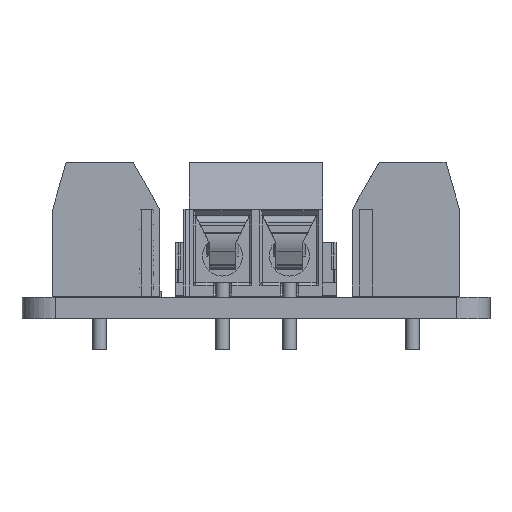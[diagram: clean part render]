
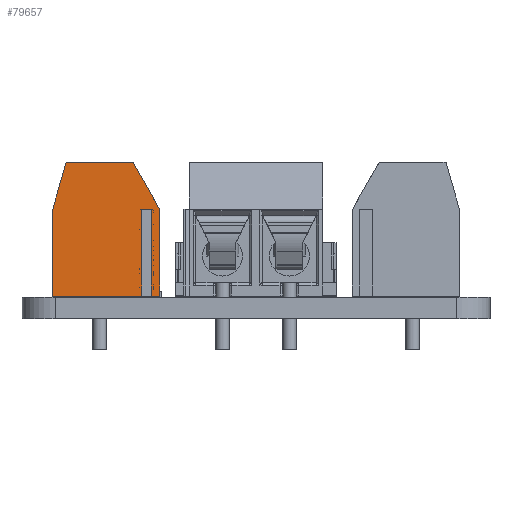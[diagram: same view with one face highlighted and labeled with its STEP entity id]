
A CAD part, left-side view. The second image highlights one B-rep face of the part: STEP entity #79657.
In plain terms, the highlighted planar face has unit normal (-1, 0, 0).
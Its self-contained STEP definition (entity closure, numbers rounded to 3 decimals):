
#79144 = VERTEX_POINT('',#79145);
#79145 = CARTESIAN_POINT('',(-5.,4.,0.1));
#79153 = EDGE_CURVE('',#79144,#79154,#79156,.T.);
#79154 = VERTEX_POINT('',#79155);
#79155 = CARTESIAN_POINT('',(-5.,4.,6.6));
#79156 = LINE('',#79157,#79158);
#79157 = CARTESIAN_POINT('',(-5.,4.,0.1));
#79158 = VECTOR('',#79159,1.);
#79159 = DIRECTION('',(0.,0.,1.));
#79440 = EDGE_CURVE('',#79441,#79144,#79443,.T.);
#79441 = VERTEX_POINT('',#79442);
#79442 = CARTESIAN_POINT('',(-5.,-2.65,0.1));
#79443 = LINE('',#79444,#79445);
#79444 = CARTESIAN_POINT('',(-5.,-4.,0.1));
#79445 = VECTOR('',#79446,1.);
#79446 = DIRECTION('',(0.,1.,0.));
#79481 = VERTEX_POINT('',#79482);
#79482 = CARTESIAN_POINT('',(-5.,-3.35,0.1));
#79488 = EDGE_CURVE('',#79489,#79481,#79491,.T.);
#79489 = VERTEX_POINT('',#79490);
#79490 = CARTESIAN_POINT('',(-5.,-4.,0.1));
#79491 = LINE('',#79492,#79493);
#79492 = CARTESIAN_POINT('',(-5.,-4.,0.1));
#79493 = VECTOR('',#79494,1.);
#79494 = DIRECTION('',(0.,1.,0.));
#79657 = ADVANCED_FACE('',(#79658),#79715,.T.);
#79658 = FACE_BOUND('',#79659,.T.);
#79659 = EDGE_LOOP('',(#79660,#79670,#79676,#79677,#79678,#79686,#79694,
    #79700,#79701,#79709));
#79660 = ORIENTED_EDGE('',*,*,#79661,.T.);
#79661 = EDGE_CURVE('',#79662,#79664,#79666,.T.);
#79662 = VERTEX_POINT('',#79663);
#79663 = CARTESIAN_POINT('',(-5.,-2.,10.1));
#79664 = VERTEX_POINT('',#79665);
#79665 = CARTESIAN_POINT('',(-5.,3.,10.1));
#79666 = LINE('',#79667,#79668);
#79667 = CARTESIAN_POINT('',(-5.,-4.,10.1));
#79668 = VECTOR('',#79669,1.);
#79669 = DIRECTION('',(0.,1.,0.));
#79670 = ORIENTED_EDGE('',*,*,#79671,.T.);
#79671 = EDGE_CURVE('',#79664,#79154,#79672,.T.);
#79672 = LINE('',#79673,#79674);
#79673 = CARTESIAN_POINT('',(-5.,4.307,5.527));
#79674 = VECTOR('',#79675,1.);
#79675 = DIRECTION('',(0.,0.275,-0.962));
#79676 = ORIENTED_EDGE('',*,*,#79153,.F.);
#79677 = ORIENTED_EDGE('',*,*,#79440,.F.);
#79678 = ORIENTED_EDGE('',*,*,#79679,.T.);
#79679 = EDGE_CURVE('',#79441,#79680,#79682,.T.);
#79680 = VERTEX_POINT('',#79681);
#79681 = CARTESIAN_POINT('',(-5.,-2.65,6.6));
#79682 = LINE('',#79683,#79684);
#79683 = CARTESIAN_POINT('',(-5.,-2.65,0.1));
#79684 = VECTOR('',#79685,1.);
#79685 = DIRECTION('',(0.,0.,1.));
#79686 = ORIENTED_EDGE('',*,*,#79687,.F.);
#79687 = EDGE_CURVE('',#79688,#79680,#79690,.T.);
#79688 = VERTEX_POINT('',#79689);
#79689 = CARTESIAN_POINT('',(-5.,-3.35,6.6));
#79690 = LINE('',#79691,#79692);
#79691 = CARTESIAN_POINT('',(-5.,-3.35,6.6));
#79692 = VECTOR('',#79693,1.);
#79693 = DIRECTION('',(0.,1.,0.));
#79694 = ORIENTED_EDGE('',*,*,#79695,.F.);
#79695 = EDGE_CURVE('',#79481,#79688,#79696,.T.);
#79696 = LINE('',#79697,#79698);
#79697 = CARTESIAN_POINT('',(-5.,-3.35,0.1));
#79698 = VECTOR('',#79699,1.);
#79699 = DIRECTION('',(0.,0.,1.));
#79700 = ORIENTED_EDGE('',*,*,#79488,.F.);
#79701 = ORIENTED_EDGE('',*,*,#79702,.T.);
#79702 = EDGE_CURVE('',#79489,#79703,#79705,.T.);
#79703 = VERTEX_POINT('',#79704);
#79704 = CARTESIAN_POINT('',(-5.,-4.,6.6));
#79705 = LINE('',#79706,#79707);
#79706 = CARTESIAN_POINT('',(-5.,-4.,0.1));
#79707 = VECTOR('',#79708,1.);
#79708 = DIRECTION('',(0.,0.,1.));
#79709 = ORIENTED_EDGE('',*,*,#79710,.T.);
#79710 = EDGE_CURVE('',#79703,#79662,#79711,.T.);
#79711 = LINE('',#79712,#79713);
#79712 = CARTESIAN_POINT('',(-5.,-4.9,5.025));
#79713 = VECTOR('',#79714,1.);
#79714 = DIRECTION('',(0.,0.496,0.868));
#79715 = PLANE('',#79716);
#79716 = AXIS2_PLACEMENT_3D('',#79717,#79718,#79719);
#79717 = CARTESIAN_POINT('',(-5.,-4.,0.1));
#79718 = DIRECTION('',(-1.,0.,0.));
#79719 = DIRECTION('',(0.,1.,0.));
